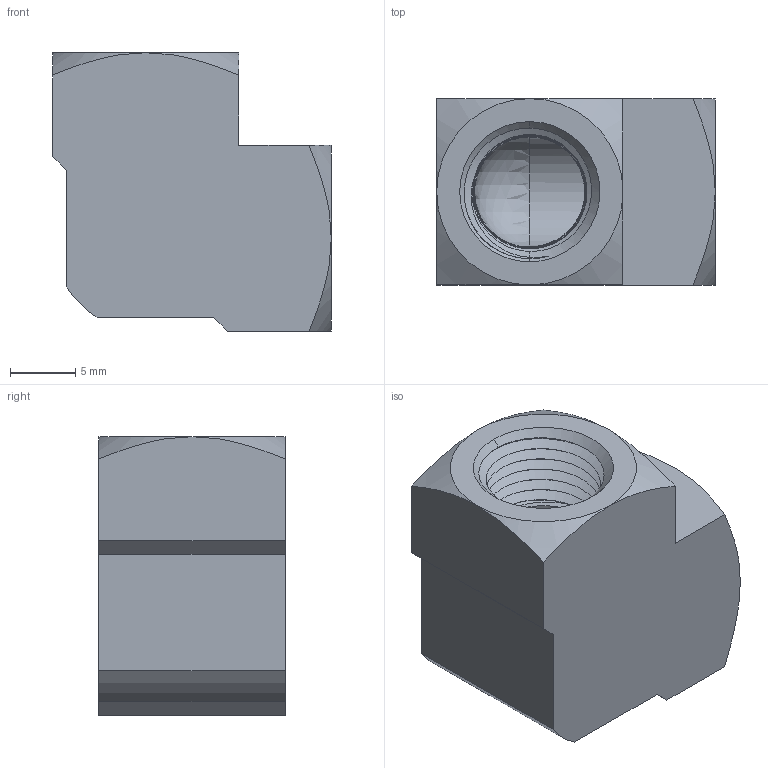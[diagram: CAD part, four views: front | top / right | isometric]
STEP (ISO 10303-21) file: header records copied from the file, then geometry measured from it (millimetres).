
FILE_DESCRIPTION(/* description */ (''),/* implementation_level */ '2;1');
FILE_NAME(/* name */ '100-N1.stp',/* time_stamp */ '2024-01-23T09:41:53-05:00',/* author */ ('esanner'),/* organization */ (''),/* preprocessor_version */ 'ST-DEVELOPER v19',/* originating_system */ 'AutoCAD Mechanical',/* authorisation */ '');
FILE_SCHEMA (('AUTOMOTIVE_DESIGN { 1 0 10303 214 3 1 1 }'));
Length unit declared in the file: millimetre
Products named in the file (2): Product; 100-N1
Assembly tree (1 placements, depth 2):
  Product
    100-N1
Bounding box: 21.37 x 14.29 x 21.37 mm (x, y, z)
Volume: 3550.2 mm3; surface area: 2840.5 mm2
Topology: 1 solids, 1 shells, 74 faces, 204 edges, 130 vertices
Faces by surface type: cone 44, plane 16, cylinder 9, bspline 4, sphere 1
Entity records: 9592 total; most frequent: CARTESIAN_POINT 7883, ORIENTED_EDGE 404, DIRECTION 275, EDGE_CURVE 202, VERTEX_POINT 130, AXIS2_PLACEMENT_3D 102, B_SPLINE_CURVE_WITH_KNOTS 86, EDGE_LOOP 76
